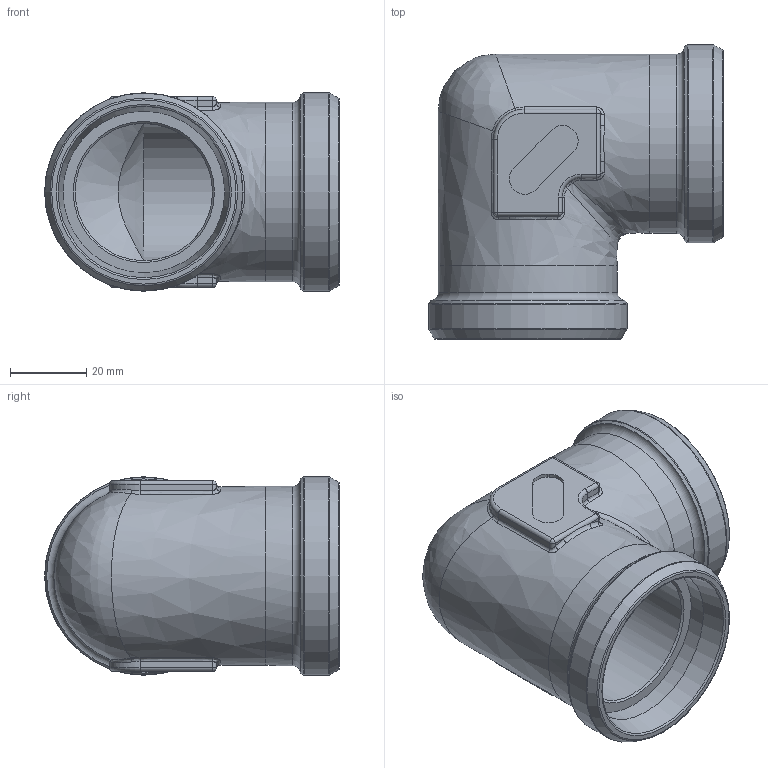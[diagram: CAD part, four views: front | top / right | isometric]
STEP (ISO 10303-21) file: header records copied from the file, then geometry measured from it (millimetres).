
FILE_DESCRIPTION(/* description */ (''),/* implementation_level */ '2;1');
FILE_NAME(/* name */ 'X-WV42.stp',/* time_stamp */ '2025-01-16T13:17:34+01:00',/* author */ (''),/* organization */ (''),/* preprocessor_version */ 'ST-DEVELOPER v16',/* originating_system */ 'SIEMENS PLM Software NX 10.0',/* authorisation */ '');
FILE_SCHEMA (('AP203_CONFIGURATION_CONTROLLED_3D_DESIGN_OF_MECHANICAL_PARTS_AND_ASSEMBLIES_MIM_LF { 1 0 10303 403 2 1 2}'));
Length unit declared in the file: millimetre
Products named in the file (1): nwer41844EE6668i
Bounding box: 77.25 x 77.25 x 52 mm (x, y, z)
Volume: 76982.1 mm3; surface area: 29072.9 mm2
Topology: 1 solids, 1 shells, 149 faces, 348 edges, 197 vertices
Faces by surface type: bspline 45, cylinder 40, plane 32, torus 14, cone 10, sphere 8
Full cylindrical faces by diameter (mm): 36 x2, 42.345 x2, 47 x2, 52 x2
Entity records: 4852 total; most frequent: CARTESIAN_POINT 1902, ORIENTED_EDGE 596, DIRECTION 552, EDGE_CURVE 298, AXIS2_PLACEMENT_3D 234, VERTEX_POINT 184, EDGE_LOOP 182, ADVANCED_FACE 148
